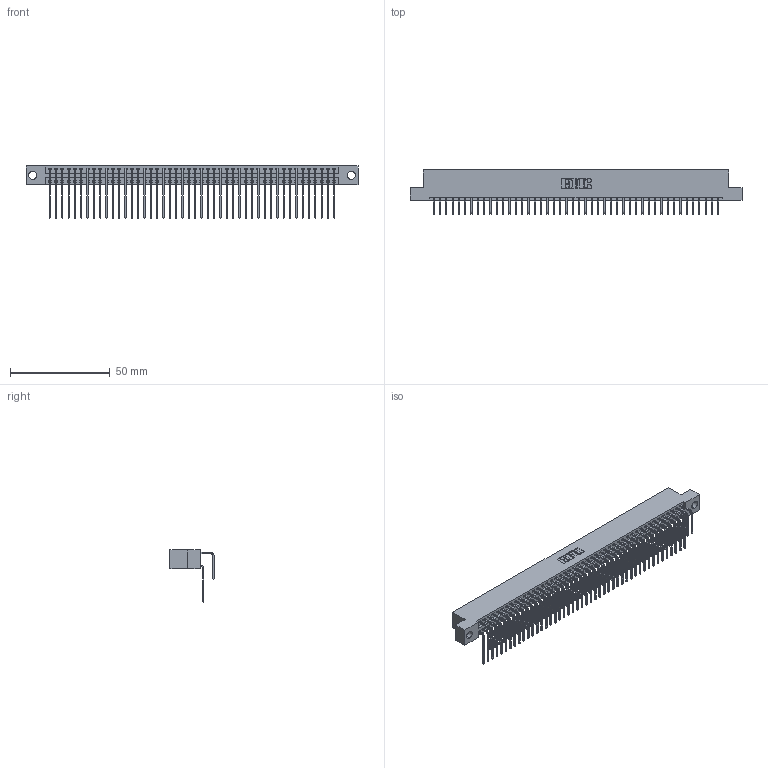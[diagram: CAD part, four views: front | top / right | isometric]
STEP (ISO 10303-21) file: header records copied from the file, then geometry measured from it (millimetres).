
FILE_DESCRIPTION (( 'STEP AP203' ), '1' );
FILE_NAME ('346-092-558-204.STEP', '2022-05-26T08:12:56', ( '' ), ( '' ), 'SwSTEP 2.0', 'SolidWorks 2020', '' );
FILE_SCHEMA (( 'CONFIG_CONTROL_DESIGN' ));
Length unit declared in the file: inch
Products named in the file (4): 346 Part_Flush Mounting Lugs - 0.156 Dia-TH; 346-092-558-204; 345-292-001_558 559 Tail - 1; 345-292-001_558 Tail - 2
Assembly tree (93 placements, depth 2):
  346-092-558-204
    346 Part_Flush Mounting Lugs - 0.156 Dia-TH
    345-292-001_558 559 Tail - 1  x46
    345-292-001_558 Tail - 2  x46
Bounding box: 166.62 x 22.16 x 26.16 mm (x, y, z)
Volume: 16703.7 mm3; surface area: 25417.3 mm2
Topology: 93 solids, 93 shells, 5104 faces, 15177 edges, 9994 vertices
Faces by surface type: plane 3494, cylinder 1610
Entity records: 31685 total; most frequent: CARTESIAN_POINT 5273, ORIENTED_EDGE 5154, DIRECTION 4669, EDGE_CURVE 2577, VECTOR 2221, LINE 2221, VERTEX_POINT 1714, AXIS2_PLACEMENT_3D 1224
